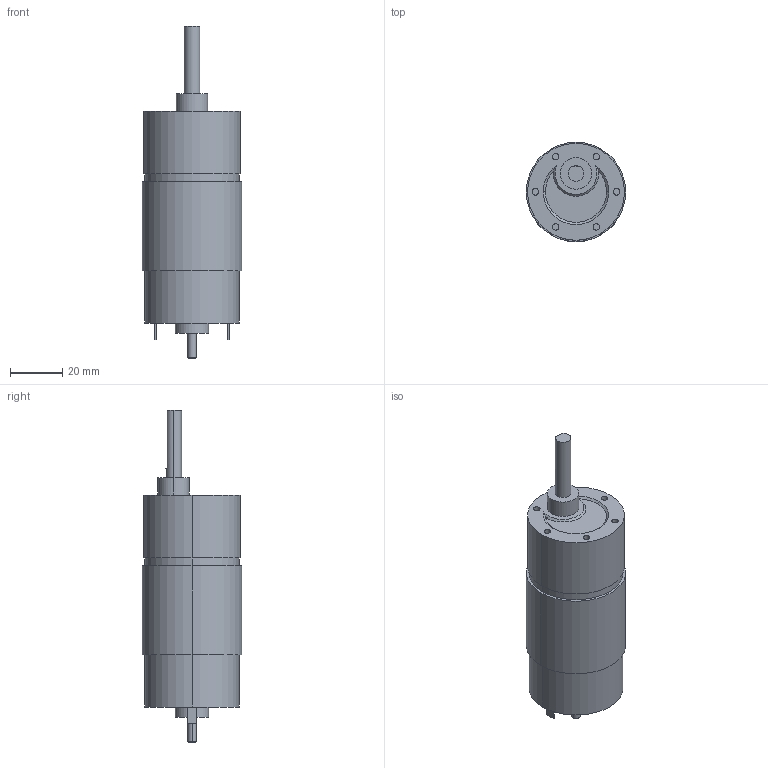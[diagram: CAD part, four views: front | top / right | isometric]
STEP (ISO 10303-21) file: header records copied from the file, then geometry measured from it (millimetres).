
FILE_DESCRIPTION (( 'STEP AP214' ), '1' );
FILE_NAME ('am-3102_ne NeveRest 20 No Encoder.STEP', '2017-10-17T15:55:02', ( '' ), ( '' ), 'SwSTEP 2.0', 'SolidWorks 2017', '' );
FILE_SCHEMA (( 'AUTOMOTIVE_DESIGN' ));
Length unit declared in the file: millimetre
Products named in the file (1): am-3102_ne NeveRest 20 No Encoder
Bounding box: 38 x 38 x 126.9 mm (x, y, z)
Volume: 89524.8 mm3; surface area: 13108.5 mm2
Topology: 1 solids, 1 shells, 64 faces, 136 edges, 90 vertices
Faces by surface type: cylinder 28, plane 28, cone 8
Entity records: 2498 total; most frequent: DIRECTION 336, CARTESIAN_POINT 299, ORIENTED_EDGE 272, AXIS2_PLACEMENT_3D 137, EDGE_CURVE 136, VERTEX_POINT 90, EDGE_LOOP 80, CIRCLE 72
